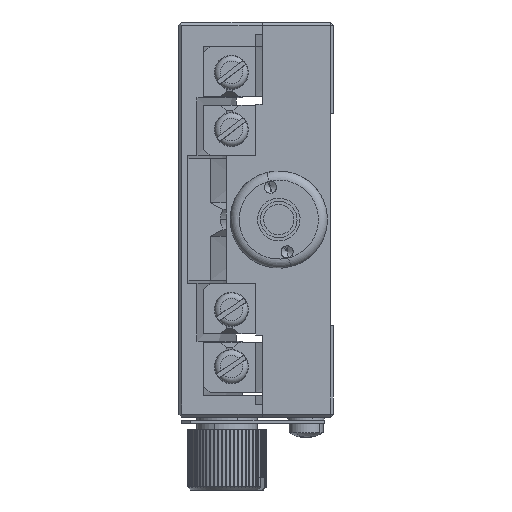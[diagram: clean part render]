
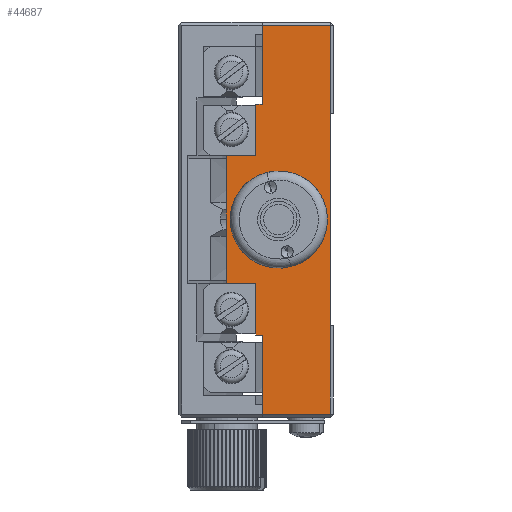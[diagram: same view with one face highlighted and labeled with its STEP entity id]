
A CAD part, left-side view. The second image highlights one B-rep face of the part: STEP entity #44687.
In plain terms, the highlighted planar face has unit normal (-1, 0, 0).
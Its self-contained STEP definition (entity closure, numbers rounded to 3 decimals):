
#212 = LINE ( 'NONE', #16404, #65260 ) ;
#668 = ORIENTED_EDGE ( 'NONE', *, *, #56914, .T. ) ;
#1445 = LINE ( 'NONE', #31665, #45501 ) ;
#1646 = CARTESIAN_POINT ( 'NONE',  ( -32.5, 11.732, 19. ) ) ;
#2748 = LINE ( 'NONE', #36862, #27393 ) ;
#2924 = CARTESIAN_POINT ( 'NONE',  ( -32.5, 12.797, 35.75 ) ) ;
#2995 = CARTESIAN_POINT ( 'NONE',  ( -32.5, 0.5, 0. ) ) ;
#3638 = CARTESIAN_POINT ( 'NONE',  ( -32.5, 12.797, -19. ) ) ;
#3817 = LINE ( 'NONE', #22927, #6483 ) ;
#4565 = LINE ( 'NONE', #71089, #70377 ) ;
#5236 = CARTESIAN_POINT ( 'NONE',  ( -32.5, 12.797, -10.5 ) ) ;
#5837 = ORIENTED_EDGE ( 'NONE', *, *, #34454, .T. ) ;
#6483 = VECTOR ( 'NONE', #34495, 1000. ) ;
#7443 = CARTESIAN_POINT ( 'NONE',  ( -32.5, 17.609, -10.5 ) ) ;
#7642 = ORIENTED_EDGE ( 'NONE', *, *, #38130, .T. ) ;
#8505 = CARTESIAN_POINT ( 'NONE',  ( -32.5, 12.797, 10.5 ) ) ;
#9434 = CARTESIAN_POINT ( 'NONE',  ( -32.5, 0.5, -17.5 ) ) ;
#9740 = ORIENTED_EDGE ( 'NONE', *, *, #55625, .F. ) ;
#10700 = VERTEX_POINT ( 'NONE', #63001 ) ;
#10760 = CARTESIAN_POINT ( 'NONE',  ( -32.5, 11.732, 35.75 ) ) ;
#10833 = DIRECTION ( 'NONE',  ( 0., 0., 1. ) ) ;
#11070 = CARTESIAN_POINT ( 'NONE',  ( -32.5, 9., -6. ) ) ;
#11517 = ORIENTED_EDGE ( 'NONE', *, *, #41361, .T. ) ;
#11538 = DIRECTION ( 'NONE',  ( -1., 0., 0. ) ) ;
#12239 = DIRECTION ( 'NONE',  ( 0., 0., 1. ) ) ;
#12552 = DIRECTION ( 'NONE',  ( 0., 1., 0. ) ) ;
#12602 = VECTOR ( 'NONE', #51623, 1000. ) ;
#13051 = EDGE_CURVE ( 'NONE', #59925, #42089, #3817, .T. ) ;
#13276 = EDGE_CURVE ( 'NONE', #14664, #68356, #52992, .T. ) ;
#13377 = CARTESIAN_POINT ( 'NONE',  ( -32.5, 0.5, -32.5 ) ) ;
#14664 = VERTEX_POINT ( 'NONE', #9434 ) ;
#15223 = EDGE_CURVE ( 'NONE', #10700, #14664, #57480, .T. ) ;
#15384 = CARTESIAN_POINT ( 'NONE',  ( -32.5, 0.5, 19. ) ) ;
#15529 = VECTOR ( 'NONE', #26602, 1000. ) ;
#16404 = CARTESIAN_POINT ( 'NONE',  ( -32.5, 0.5, -10.5 ) ) ;
#17586 = AXIS2_PLACEMENT_3D ( 'NONE', #23039, #11538, #12239 ) ;
#17899 = VERTEX_POINT ( 'NONE', #22757 ) ;
#18182 = VERTEX_POINT ( 'NONE', #8505 ) ;
#19646 = VECTOR ( 'NONE', #34750, 1000. ) ;
#19844 = CIRCLE ( 'NONE', #56134, 6. ) ;
#20215 = FACE_BOUND ( 'NONE', #41558, .T. ) ;
#20242 = EDGE_CURVE ( 'NONE', #17899, #33427, #19844, .T. ) ;
#20769 = EDGE_CURVE ( 'NONE', #38290, #59925, #212, .T. ) ;
#22757 = CARTESIAN_POINT ( 'NONE',  ( -32.5, 9., 6. ) ) ;
#22918 = VECTOR ( 'NONE', #56378, 1000. ) ;
#22927 = CARTESIAN_POINT ( 'NONE',  ( -32.5, 12.797, -35.75 ) ) ;
#22932 = ORIENTED_EDGE ( 'NONE', *, *, #20769, .T. ) ;
#23039 = CARTESIAN_POINT ( 'NONE',  ( -32.5, 0.5, 0. ) ) ;
#24945 = ORIENTED_EDGE ( 'NONE', *, *, #70783, .T. ) ;
#25084 = DIRECTION ( 'NONE',  ( 0., -1., 0. ) ) ;
#25091 = CARTESIAN_POINT ( 'NONE',  ( -32.5, 11.732, -35.75 ) ) ;
#26085 = LINE ( 'NONE', #2924, #62979 ) ;
#26602 = DIRECTION ( 'NONE',  ( 0., 1., 0. ) ) ;
#27003 = CARTESIAN_POINT ( 'NONE',  ( -32.5, 0.5, 0. ) ) ;
#27393 = VECTOR ( 'NONE', #12552, 1000. ) ;
#27624 = VECTOR ( 'NONE', #25084, 1000. ) ;
#27997 = DIRECTION ( 'NONE',  ( 0., 0., 1. ) ) ;
#30403 = LINE ( 'NONE', #15384, #15529 ) ;
#31214 = ORIENTED_EDGE ( 'NONE', *, *, #13276, .T. ) ;
#31665 = CARTESIAN_POINT ( 'NONE',  ( -32.5, 0.5, 10.5 ) ) ;
#32394 = CARTESIAN_POINT ( 'NONE',  ( -32.5, 12.797, 19. ) ) ;
#33024 = ORIENTED_EDGE ( 'NONE', *, *, #50258, .T. ) ;
#33316 = DIRECTION ( 'NONE',  ( 0., -1., 0. ) ) ;
#33422 = LINE ( 'NONE', #25091, #50955 ) ;
#33427 = VERTEX_POINT ( 'NONE', #11070 ) ;
#33660 = ORIENTED_EDGE ( 'NONE', *, *, #54059, .T. ) ;
#34308 = FACE_OUTER_BOUND ( 'NONE', #44442, .T. ) ;
#34454 = EDGE_CURVE ( 'NONE', #63702, #50010, #36149, .T. ) ;
#34458 = ORIENTED_EDGE ( 'NONE', *, *, #20242, .F. ) ;
#34495 = DIRECTION ( 'NONE',  ( 0., 0., -1. ) ) ;
#34750 = DIRECTION ( 'NONE',  ( 0., 0., -1. ) ) ;
#36149 = LINE ( 'NONE', #10760, #22918 ) ;
#36862 = CARTESIAN_POINT ( 'NONE',  ( -32.5, 11.732, 32. ) ) ;
#38130 = EDGE_CURVE ( 'NONE', #71028, #10700, #4565, .T. ) ;
#38290 = VERTEX_POINT ( 'NONE', #7443 ) ;
#38421 = CARTESIAN_POINT ( 'NONE',  ( -32.5, 9., 0. ) ) ;
#39787 = VERTEX_POINT ( 'NONE', #53563 ) ;
#39966 = VECTOR ( 'NONE', #10833, 1000. ) ;
#40042 = ORIENTED_EDGE ( 'NONE', *, *, #15223, .T. ) ;
#40391 = CARTESIAN_POINT ( 'NONE',  ( -32.5, 17.609, 35.75 ) ) ;
#40731 = PLANE ( 'NONE',  #17586 ) ;
#41361 = EDGE_CURVE ( 'NONE', #50307, #18182, #26085, .T. ) ;
#41551 = ORIENTED_EDGE ( 'NONE', *, *, #13051, .T. ) ;
#41558 = EDGE_LOOP ( 'NONE', ( #34458, #9740 ) ) ;
#42035 = CIRCLE ( 'NONE', #58157, 6. ) ;
#42089 = VERTEX_POINT ( 'NONE', #3638 ) ;
#44442 = EDGE_LOOP ( 'NONE', ( #7642, #40042, #31214, #69324, #33660, #5837, #54099, #11517, #33024, #668, #22932, #41551, #24945, #65443 ) ) ;
#44687 = ADVANCED_FACE ( 'NONE', ( #20215, #34308 ), #40731, .T. ) ;
#45501 = VECTOR ( 'NONE', #70820, 1000. ) ;
#48232 = VERTEX_POINT ( 'NONE', #62579 ) ;
#49536 = CARTESIAN_POINT ( 'NONE',  ( -32.5, 11.732, 32. ) ) ;
#49596 = EDGE_CURVE ( 'NONE', #48232, #71028, #33422, .T. ) ;
#50010 = VERTEX_POINT ( 'NONE', #1646 ) ;
#50258 = EDGE_CURVE ( 'NONE', #18182, #72456, #1445, .T. ) ;
#50307 = VERTEX_POINT ( 'NONE', #32394 ) ;
#50955 = VECTOR ( 'NONE', #68971, 1000. ) ;
#51623 = DIRECTION ( 'NONE',  ( 0., 0., 1. ) ) ;
#52481 = EDGE_CURVE ( 'NONE', #68356, #39787, #54296, .T. ) ;
#52543 = VECTOR ( 'NONE', #59977, 1000. ) ;
#52992 = LINE ( 'NONE', #13377, #12602 ) ;
#53563 = CARTESIAN_POINT ( 'NONE',  ( -32.5, 0.5, 32. ) ) ;
#53617 = CARTESIAN_POINT ( 'NONE',  ( -32.5, 0.5, 17.5 ) ) ;
#54059 = EDGE_CURVE ( 'NONE', #39787, #63702, #2748, .T. ) ;
#54099 = ORIENTED_EDGE ( 'NONE', *, *, #70478, .T. ) ;
#54296 = LINE ( 'NONE', #2995, #52543 ) ;
#55625 = EDGE_CURVE ( 'NONE', #33427, #17899, #42035, .T. ) ;
#56134 = AXIS2_PLACEMENT_3D ( 'NONE', #61106, #72547, #27997 ) ;
#56378 = DIRECTION ( 'NONE',  ( 0., 0., -1. ) ) ;
#56536 = LINE ( 'NONE', #40391, #19646 ) ;
#56914 = EDGE_CURVE ( 'NONE', #72456, #38290, #56536, .T. ) ;
#57480 = LINE ( 'NONE', #27003, #39966 ) ;
#58157 = AXIS2_PLACEMENT_3D ( 'NONE', #38421, #72172, #66851 ) ;
#59650 = DIRECTION ( 'NONE',  ( 0., 0., -1. ) ) ;
#59925 = VERTEX_POINT ( 'NONE', #5236 ) ;
#59977 = DIRECTION ( 'NONE',  ( 0., 0., 1. ) ) ;
#61106 = CARTESIAN_POINT ( 'NONE',  ( -32.5, 9., 0. ) ) ;
#61729 = DIRECTION ( 'NONE',  ( 0., -1., 0. ) ) ;
#62579 = CARTESIAN_POINT ( 'NONE',  ( -32.5, 11.732, -19. ) ) ;
#62979 = VECTOR ( 'NONE', #59650, 1000. ) ;
#63001 = CARTESIAN_POINT ( 'NONE',  ( -32.5, 0.5, -32. ) ) ;
#63702 = VERTEX_POINT ( 'NONE', #49536 ) ;
#64346 = CARTESIAN_POINT ( 'NONE',  ( -32.5, 0.5, -19. ) ) ;
#65260 = VECTOR ( 'NONE', #33316, 1000. ) ;
#65443 = ORIENTED_EDGE ( 'NONE', *, *, #49596, .T. ) ;
#66549 = CARTESIAN_POINT ( 'NONE',  ( -32.5, 11.732, -32. ) ) ;
#66851 = DIRECTION ( 'NONE',  ( 0., 0., 1. ) ) ;
#68356 = VERTEX_POINT ( 'NONE', #53617 ) ;
#68971 = DIRECTION ( 'NONE',  ( 0., 0., -1. ) ) ;
#69324 = ORIENTED_EDGE ( 'NONE', *, *, #52481, .T. ) ;
#70377 = VECTOR ( 'NONE', #61729, 1000. ) ;
#70478 = EDGE_CURVE ( 'NONE', #50010, #50307, #30403, .T. ) ;
#70783 = EDGE_CURVE ( 'NONE', #42089, #48232, #71479, .T. ) ;
#70820 = DIRECTION ( 'NONE',  ( 0., 1., 0. ) ) ;
#71028 = VERTEX_POINT ( 'NONE', #66549 ) ;
#71089 = CARTESIAN_POINT ( 'NONE',  ( -32.5, 0., -32. ) ) ;
#71479 = LINE ( 'NONE', #64346, #27624 ) ;
#72172 = DIRECTION ( 'NONE',  ( -1., 0., 0. ) ) ;
#72285 = CARTESIAN_POINT ( 'NONE',  ( -32.5, 17.609, 10.5 ) ) ;
#72456 = VERTEX_POINT ( 'NONE', #72285 ) ;
#72547 = DIRECTION ( 'NONE',  ( -1., 0., 0. ) ) ;
